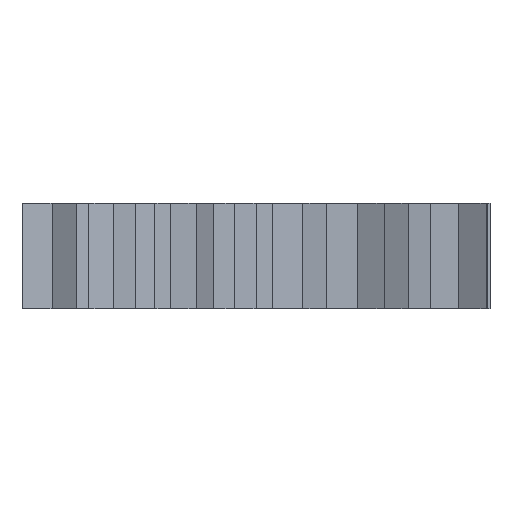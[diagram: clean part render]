
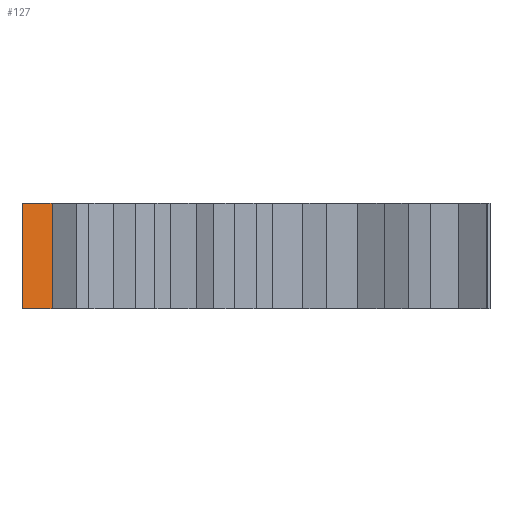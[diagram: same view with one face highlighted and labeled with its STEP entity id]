
A CAD part, left-side view. The second image highlights one B-rep face of the part: STEP entity #127.
In plain terms, the highlighted planar face has unit normal (-0.965, -0.263, 0).
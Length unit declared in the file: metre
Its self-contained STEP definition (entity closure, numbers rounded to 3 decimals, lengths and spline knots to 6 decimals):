
#127 = ADVANCED_FACE( '', ( #247 ), #248, .F. );
#247 = FACE_OUTER_BOUND( '', #435, .T. );
#248 = PLANE( '', #436 );
#435 = EDGE_LOOP( '', ( #824, #825, #826, #827 ) );
#436 = AXIS2_PLACEMENT_3D( '', #828, #829, #830 );
#824 = ORIENTED_EDGE( '', *, *, #1502, .T. );
#825 = ORIENTED_EDGE( '', *, *, #1414, .T. );
#826 = ORIENTED_EDGE( '', *, *, #1503, .F. );
#827 = ORIENTED_EDGE( '', *, *, #1460, .F. );
#828 = CARTESIAN_POINT( '', ( -0.03209, 0.064852, -0.06 ) );
#829 = DIRECTION( '', ( 0.965, 0.263, 0. ) );
#830 = DIRECTION( '', ( -0.263, 0.965, 0. ) );
#1414 = EDGE_CURVE( '', #1704, #1702, #1705, .T. );
#1460 = EDGE_CURVE( '', #1794, #1796, #1797, .T. );
#1502 = EDGE_CURVE( '', #1794, #1704, #1856, .T. );
#1503 = EDGE_CURVE( '', #1796, #1702, #1857, .T. );
#1702 = VERTEX_POINT( '', #2170 );
#1704 = VERTEX_POINT( '', #2173 );
#1705 = LINE( '', #2174, #2175 );
#1794 = VERTEX_POINT( '', #2308 );
#1796 = VERTEX_POINT( '', #2311 );
#1797 = LINE( '', #2312, #2313 );
#1856 = LINE( '', #2413, #2414 );
#1857 = LINE( '', #2415, #2416 );
#2170 = CARTESIAN_POINT( '', ( -0.031333, 0.062071, -0.07 ) );
#2173 = CARTESIAN_POINT( '', ( -0.03209, 0.064852, -0.07 ) );
#2174 = CARTESIAN_POINT( '', ( -0.03209, 0.064852, -0.07 ) );
#2175 = VECTOR( '', #2854, 1. );
#2308 = CARTESIAN_POINT( '', ( -0.03209, 0.064852, -0.06 ) );
#2311 = CARTESIAN_POINT( '', ( -0.031333, 0.062071, -0.06 ) );
#2312 = CARTESIAN_POINT( '', ( -0.03209, 0.064852, -0.06 ) );
#2313 = VECTOR( '', #2900, 1. );
#2413 = CARTESIAN_POINT( '', ( -0.03209, 0.064852, -0.06 ) );
#2414 = VECTOR( '', #2942, 1. );
#2415 = CARTESIAN_POINT( '', ( -0.031333, 0.062071, -0.06 ) );
#2416 = VECTOR( '', #2943, 1. );
#2854 = DIRECTION( '', ( 0.263, -0.965, 0. ) );
#2900 = DIRECTION( '', ( 0.263, -0.965, 0. ) );
#2942 = DIRECTION( '', ( 0., 0., -1. ) );
#2943 = DIRECTION( '', ( 0., 0., -1. ) );
